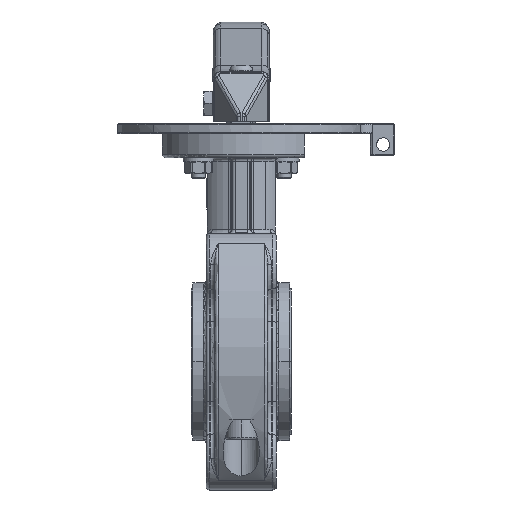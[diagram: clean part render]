
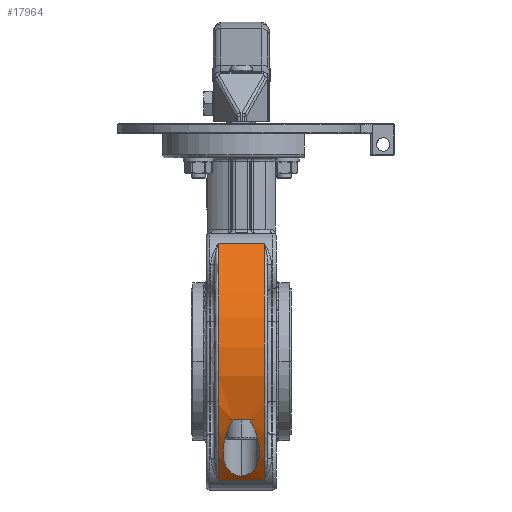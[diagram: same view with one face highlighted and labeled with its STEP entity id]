
A CAD part, front view. The second image highlights one B-rep face of the part: STEP entity #17964.
In plain terms, the highlighted cylindrical face has radius 69 mm (diameter 138 mm), a partial arc.
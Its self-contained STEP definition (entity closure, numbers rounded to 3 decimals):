
#4275=CARTESIAN_POINT('',(3.387,-64.692,-24.));
#4276=VERTEX_POINT('',#4275);
#4284=CARTESIAN_POINT('',(-0.,-50.5,-47.019));
#4285=VERTEX_POINT('',#4284);
#4292=CARTESIAN_POINT('',(3.387,-64.692,-24.));
#4293=CARTESIAN_POINT('',(3.764,-64.501,-24.514));
#4294=CARTESIAN_POINT('',(4.091,-64.297,-25.046));
#4295=CARTESIAN_POINT('',(4.391,-64.08,-25.588));
#4296=CARTESIAN_POINT('',(4.691,-63.864,-26.129));
#4297=CARTESIAN_POINT('',(4.961,-63.636,-26.681));
#4298=CARTESIAN_POINT('',(5.209,-63.396,-27.239));
#4299=CARTESIAN_POINT('',(5.706,-62.917,-28.355));
#4300=CARTESIAN_POINT('',(6.117,-62.388,-29.501));
#4301=CARTESIAN_POINT('',(6.451,-61.826,-30.635));
#4302=CARTESIAN_POINT('',(6.784,-61.264,-31.77));
#4303=CARTESIAN_POINT('',(7.041,-60.666,-32.898));
#4304=CARTESIAN_POINT('',(7.22,-60.03,-34.021));
#4305=CARTESIAN_POINT('',(7.399,-59.394,-35.143));
#4306=CARTESIAN_POINT('',(7.5,-58.72,-36.258));
#4307=CARTESIAN_POINT('',(7.5,-58.004,-37.37));
#4308=CARTESIAN_POINT('',(7.5,-57.647,-37.925));
#4309=CARTESIAN_POINT('',(7.475,-57.281,-38.475));
#4310=CARTESIAN_POINT('',(7.42,-56.91,-39.016));
#4311=CARTESIAN_POINT('',(7.366,-56.54,-39.556));
#4312=CARTESIAN_POINT('',(7.283,-56.163,-40.088));
#4313=CARTESIAN_POINT('',(7.165,-55.782,-40.612));
#4314=CARTESIAN_POINT('',(7.106,-55.592,-40.874));
#4315=CARTESIAN_POINT('',(7.038,-55.4,-41.133));
#4316=CARTESIAN_POINT('',(6.961,-55.207,-41.39));
#4317=CARTESIAN_POINT('',(6.883,-55.014,-41.648));
#4318=CARTESIAN_POINT('',(6.796,-54.82,-41.903));
#4319=CARTESIAN_POINT('',(6.699,-54.627,-42.153));
#4320=CARTESIAN_POINT('',(6.505,-54.242,-42.652));
#4321=CARTESIAN_POINT('',(6.271,-53.86,-43.133));
#4322=CARTESIAN_POINT('',(5.989,-53.485,-43.593));
#4323=CARTESIAN_POINT('',(5.847,-53.297,-43.823));
#4324=CARTESIAN_POINT('',(5.694,-53.112,-44.048));
#4325=CARTESIAN_POINT('',(5.525,-52.929,-44.267));
#4326=CARTESIAN_POINT('',(5.357,-52.745,-44.486));
#4327=CARTESIAN_POINT('',(5.175,-52.565,-44.699));
#4328=CARTESIAN_POINT('',(4.979,-52.391,-44.902));
#4329=CARTESIAN_POINT('',(4.589,-52.044,-45.306));
#4330=CARTESIAN_POINT('',(4.144,-51.721,-45.674));
#4331=CARTESIAN_POINT('',(3.631,-51.438,-45.991));
#4332=CARTESIAN_POINT('',(3.118,-51.154,-46.309));
#4333=CARTESIAN_POINT('',(2.557,-50.92,-46.564));
#4334=CARTESIAN_POINT('',(1.934,-50.754,-46.745));
#4335=CARTESIAN_POINT('',(1.312,-50.588,-46.925));
#4336=CARTESIAN_POINT('',(0.668,-50.5,-47.019));
#4337=CARTESIAN_POINT('',(-0.,-50.5,-47.019));
#4338=B_SPLINE_CURVE_WITH_KNOTS('',3,(#4292,#4293,#4294,#4295,#4296,#4297,#4298,#4299,#4300,#4301,#4302,#4303,#4304,#4305,#4306,#4307,#4308,#4309,#4310,#4311,#4312,#4313,#4314,#4315,#4316,#4317,
#4318,#4319,#4320,#4321,#4322,#4323,#4324,#4325,#4326,#4327,#4328,#4329,#4330,#4331,#4332,#4333,#4334,#4335,#4336,#4337),.UNSPECIFIED.,.F.,.F.,(4,3,3,3,3,3,3,3,3,3,3,3,3,3,3,4),(0.,0.002,0.004,0.008,0.012,0.016,0.018,0.02,0.021,0.022,0.024,0.025,0.026,0.028,0.029,0.031),.UNSPECIFIED.);
#4339=EDGE_CURVE('NONE',#4276,#4285,#4338,.T.);
#12261=CARTESIAN_POINT('',(-9.5,-48.79,-48.79));
#12262=VERTEX_POINT('',#12261);
#12359=CARTESIAN_POINT('',(9.5,-48.79,-48.79));
#12360=VERTEX_POINT('',#12359);
#12380=CARTESIAN_POINT('',(9.5,-48.79,-48.79));
#12381=DIRECTION('',(-1.,-0.,0.));
#12382=VECTOR('',#12381,19.);
#12383=LINE('',#12380,#12382);
#12384=EDGE_CURVE('NONE',#12360,#12262,#12383,.T.);
#13711=CARTESIAN_POINT('',(-3.387,-64.692,-24.));
#13712=VERTEX_POINT('',#13711);
#13713=CARTESIAN_POINT('',(-3.387,-64.692,-24.));
#13714=DIRECTION('',(1.,0.,-0.));
#13715=VECTOR('',#13714,6.774);
#13716=LINE('',#13713,#13715);
#13717=EDGE_CURVE('NONE',#13712,#4276,#13716,.T.);
#13741=CARTESIAN_POINT('',(-0.,-50.5,-47.019));
#13742=CARTESIAN_POINT('',(-0.667,-50.5,-47.019));
#13743=CARTESIAN_POINT('',(-1.323,-50.59,-46.923));
#13744=CARTESIAN_POINT('',(-1.943,-50.756,-46.742));
#13745=CARTESIAN_POINT('',(-2.254,-50.839,-46.652));
#13746=CARTESIAN_POINT('',(-2.55,-50.94,-46.542));
#13747=CARTESIAN_POINT('',(-2.833,-51.056,-46.415));
#13748=CARTESIAN_POINT('',(-3.116,-51.171,-46.288));
#13749=CARTESIAN_POINT('',(-3.388,-51.303,-46.142));
#13750=CARTESIAN_POINT('',(-3.643,-51.444,-45.984));
#13751=CARTESIAN_POINT('',(-4.153,-51.727,-45.667));
#13752=CARTESIAN_POINT('',(-4.595,-52.05,-45.3));
#13753=CARTESIAN_POINT('',(-4.987,-52.398,-44.894));
#13754=CARTESIAN_POINT('',(-5.183,-52.572,-44.69));
#13755=CARTESIAN_POINT('',(-5.365,-52.753,-44.477));
#13756=CARTESIAN_POINT('',(-5.532,-52.936,-44.259));
#13757=CARTESIAN_POINT('',(-5.699,-53.118,-44.04));
#13758=CARTESIAN_POINT('',(-5.852,-53.303,-43.816));
#13759=CARTESIAN_POINT('',(-5.993,-53.491,-43.586));
#13760=CARTESIAN_POINT('',(-6.275,-53.865,-43.126));
#13761=CARTESIAN_POINT('',(-6.509,-54.248,-42.644));
#13762=CARTESIAN_POINT('',(-6.703,-54.635,-42.142));
#13763=CARTESIAN_POINT('',(-6.897,-55.022,-41.641));
#13764=CARTESIAN_POINT('',(-7.049,-55.408,-41.126));
#13765=CARTESIAN_POINT('',(-7.166,-55.787,-40.605));
#13766=CARTESIAN_POINT('',(-7.283,-56.167,-40.084));
#13767=CARTESIAN_POINT('',(-7.366,-56.542,-39.553));
#13768=CARTESIAN_POINT('',(-7.42,-56.911,-39.015));
#13769=CARTESIAN_POINT('',(-7.475,-57.28,-38.477));
#13770=CARTESIAN_POINT('',(-7.5,-57.643,-37.93));
#13771=CARTESIAN_POINT('',(-7.5,-58.001,-37.376));
#13772=CARTESIAN_POINT('',(-7.5,-58.358,-36.821));
#13773=CARTESIAN_POINT('',(-7.474,-58.708,-36.261));
#13774=CARTESIAN_POINT('',(-7.427,-59.046,-35.702));
#13775=CARTESIAN_POINT('',(-7.379,-59.384,-35.142));
#13776=CARTESIAN_POINT('',(-7.309,-59.712,-34.582));
#13777=CARTESIAN_POINT('',(-7.22,-60.03,-34.02));
#13778=CARTESIAN_POINT('',(-7.041,-60.667,-32.896));
#13779=CARTESIAN_POINT('',(-6.783,-61.266,-31.767));
#13780=CARTESIAN_POINT('',(-6.45,-61.828,-30.632));
#13781=CARTESIAN_POINT('',(-6.116,-62.39,-29.498));
#13782=CARTESIAN_POINT('',(-5.705,-62.918,-28.352));
#13783=CARTESIAN_POINT('',(-5.208,-63.397,-27.237));
#13784=CARTESIAN_POINT('',(-4.96,-63.636,-26.68));
#13785=CARTESIAN_POINT('',(-4.69,-63.864,-26.128));
#13786=CARTESIAN_POINT('',(-4.391,-64.081,-25.587));
#13787=CARTESIAN_POINT('',(-4.091,-64.297,-25.045));
#13788=CARTESIAN_POINT('',(-3.763,-64.501,-24.513));
#13789=CARTESIAN_POINT('',(-3.387,-64.692,-24.));
#13790=B_SPLINE_CURVE_WITH_KNOTS('',3,(#13741,#13742,#13743,#13744,#13745,#13746,#13747,#13748,#13749,#13750,#13751,#13752,#13753,#13754,#13755,#13756,#13757,#13758,#13759,#13760,#13761,#13762,#13763,#13764,#13765,#13766,
#13767,#13768,#13769,#13770,#13771,#13772,#13773,#13774,#13775,#13776,#13777,#13778,#13779,#13780,#13781,#13782,#13783,#13784,#13785,#13786,#13787,#13788,#13789),.UNSPECIFIED.,.F.,.F.,(4,3,3,3,3,3,3,3,3,3,3,3,3,3,3,3,4),(0.031,0.033,0.034,0.035,0.037,0.038,0.039,0.041,0.043,0.045,0.047,0.049,0.051,0.055,0.059,0.061,0.063),.UNSPECIFIED.);
#13791=EDGE_CURVE('NONE',#4285,#13712,#13790,.T.);
#16622=CARTESIAN_POINT('',(9.5,-48.79,48.79));
#16623=VERTEX_POINT('',#16622);
#16672=CARTESIAN_POINT('',(9.5,0.,0.));
#16673=DIRECTION('',(1.,0.,0.));
#16674=DIRECTION('',(0.,0.,-1.));
#16675=AXIS2_PLACEMENT_3D('',#16672,#16673,#16674);
#16676=CIRCLE('',#16675,69.);
#16677=EDGE_CURVE('NONE',#16623,#12360,#16676,.T.);
#16739=CARTESIAN_POINT('',(-9.5,-48.79,48.79));
#16740=VERTEX_POINT('',#16739);
#16760=CARTESIAN_POINT('',(-9.5,-48.79,48.79));
#16761=DIRECTION('',(1.,0.,0.));
#16762=VECTOR('',#16761,19.);
#16763=LINE('',#16760,#16762);
#16764=EDGE_CURVE('NONE',#16740,#16623,#16763,.T.);
#17032=CARTESIAN_POINT('',(-9.5,0.,0.));
#17033=DIRECTION('',(-1.,-0.,-0.));
#17034=DIRECTION('',(-0.,-0.,1.));
#17035=AXIS2_PLACEMENT_3D('',#17032,#17033,#17034);
#17036=CIRCLE('',#17035,69.);
#17037=EDGE_CURVE('NONE',#12262,#16740,#17036,.T.);
#17948=CARTESIAN_POINT('',(0.,0.,0.));
#17949=DIRECTION('',(1.,0.,0.));
#17950=DIRECTION('',(-0.,-0.707,0.707));
#17951=AXIS2_PLACEMENT_3D('',#17948,#17949,#17950);
#17952=CYLINDRICAL_SURFACE('',#17951,69.);
#17953=ORIENTED_EDGE('',*,*,#17037,.F.);
#17954=ORIENTED_EDGE('',*,*,#12384,.F.);
#17955=ORIENTED_EDGE('',*,*,#16677,.F.);
#17956=ORIENTED_EDGE('',*,*,#16764,.F.);
#17957=EDGE_LOOP('',(#17953,#17954,#17955,#17956));
#17958=FACE_BOUND('',#17957,.T.);
#17959=ORIENTED_EDGE('',*,*,#4339,.T.);
#17960=ORIENTED_EDGE('',*,*,#13791,.T.);
#17961=ORIENTED_EDGE('',*,*,#13717,.T.);
#17962=EDGE_LOOP('',(#17959,#17960,#17961));
#17963=FACE_BOUND('',#17962,.T.);
#17964=ADVANCED_FACE('NONE',(#17958,#17963),#17952,.T.);
